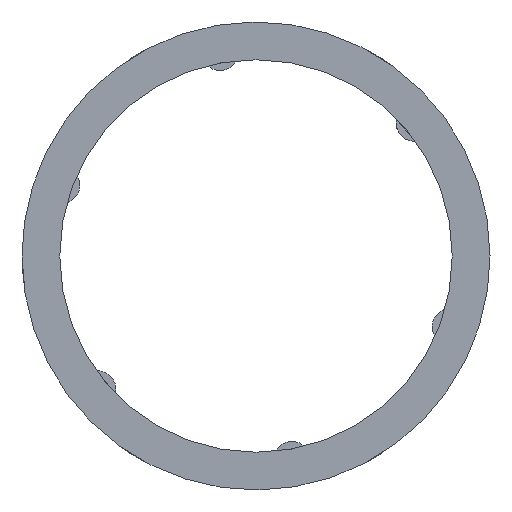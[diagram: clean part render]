
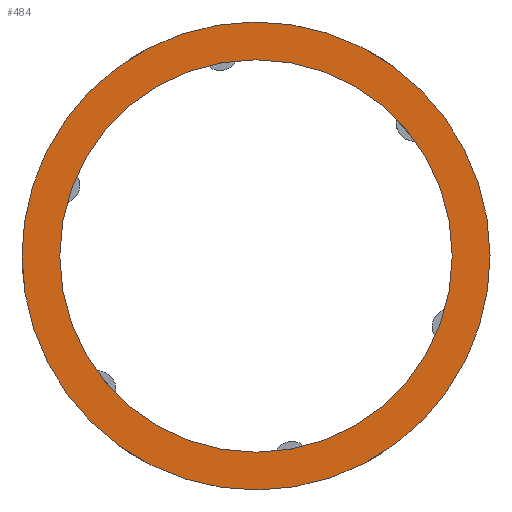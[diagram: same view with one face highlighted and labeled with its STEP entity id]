
A CAD part, front view. The second image highlights one B-rep face of the part: STEP entity #484.
In plain terms, the highlighted planar face has unit normal (0, -1, 0).
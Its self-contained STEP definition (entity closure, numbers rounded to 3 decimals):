
#101=AXIS2_PLACEMENT_3D('Circle Axis2P3D',#99,#100,$) ;
#228=AXIS2_PLACEMENT_3D('Circle Axis2P3D',#226,#227,$) ;
#418=AXIS2_PLACEMENT_3D('Plane Axis2P3D',#415,#416,#417) ;
#82=CARTESIAN_POINT('Vertex',(-26.,-35.,0.)) ;
#96=CARTESIAN_POINT('Vertex',(26.,-35.,0.)) ;
#99=CARTESIAN_POINT('Axis2P3D Location',(0.,-35.,0.)) ;
#226=CARTESIAN_POINT('Axis2P3D Location',(0.,-35.,0.)) ;
#415=CARTESIAN_POINT('Axis2P3D Location',(-28.5,-35.,0.)) ;
#421=CARTESIAN_POINT('Control Point',(-31.,-35.,0.)) ;
#422=CARTESIAN_POINT('Control Point',(-31.,-35.,-3.)) ;
#423=CARTESIAN_POINT('Control Point',(-30.637,-35.,-6.001)) ;
#424=CARTESIAN_POINT('Control Point',(-29.911,-35.,-8.943)) ;
#425=CARTESIAN_POINT('Control Point',(-27.762,-35.,-14.592)) ;
#426=CARTESIAN_POINT('Control Point',(-24.327,-35.,-19.566)) ;
#427=CARTESIAN_POINT('Control Point',(-22.316,-35.,-21.832)) ;
#428=CARTESIAN_POINT('Control Point',(-17.785,-35.,-25.833)) ;
#429=CARTESIAN_POINT('Control Point',(-12.43,-35.,-28.638)) ;
#430=CARTESIAN_POINT('Control Point',(-9.595,-35.,-29.708)) ;
#431=CARTESIAN_POINT('Control Point',(-3.723,-35.,-31.141)) ;
#432=CARTESIAN_POINT('Control Point',(2.321,-35.,-31.133)) ;
#433=CARTESIAN_POINT('Control Point',(5.329,-35.,-30.761)) ;
#434=CARTESIAN_POINT('Control Point',(11.193,-35.,-29.298)) ;
#435=CARTESIAN_POINT('Control Point',(16.54,-35.,-26.478)) ;
#436=CARTESIAN_POINT('Control Point',(19.029,-35.,-24.749)) ;
#437=CARTESIAN_POINT('Control Point',(23.539,-35.,-20.725)) ;
#438=CARTESIAN_POINT('Control Point',(26.96,-35.,-15.742)) ;
#439=CARTESIAN_POINT('Control Point',(28.359,-35.,-13.054)) ;
#440=CARTESIAN_POINT('Control Point',(29.94,-35.,-8.832)) ;
#441=CARTESIAN_POINT('Control Point',(30.737,-35.,-4.419)) ;
#442=CARTESIAN_POINT('Control Point',(30.912,-35.,-2.951)) ;
#443=CARTESIAN_POINT('Control Point',(31.,-35.,-1.475)) ;
#444=CARTESIAN_POINT('Control Point',(31.,-35.,0.)) ;
#445=CARTESIAN_POINT('Vertex',(-31.,-35.,0.)) ;
#447=CARTESIAN_POINT('Vertex',(31.,-35.,0.)) ;
#451=CARTESIAN_POINT('Control Point',(31.,-35.,0.)) ;
#452=CARTESIAN_POINT('Control Point',(31.,-35.,3.)) ;
#453=CARTESIAN_POINT('Control Point',(30.637,-35.,6.001)) ;
#454=CARTESIAN_POINT('Control Point',(29.911,-35.,8.943)) ;
#455=CARTESIAN_POINT('Control Point',(27.762,-35.,14.592)) ;
#456=CARTESIAN_POINT('Control Point',(24.327,-35.,19.566)) ;
#457=CARTESIAN_POINT('Control Point',(22.316,-35.,21.832)) ;
#458=CARTESIAN_POINT('Control Point',(17.785,-35.,25.833)) ;
#459=CARTESIAN_POINT('Control Point',(12.43,-35.,28.638)) ;
#460=CARTESIAN_POINT('Control Point',(9.595,-35.,29.708)) ;
#461=CARTESIAN_POINT('Control Point',(3.723,-35.,31.141)) ;
#462=CARTESIAN_POINT('Control Point',(-2.321,-35.,31.133)) ;
#463=CARTESIAN_POINT('Control Point',(-5.329,-35.,30.761)) ;
#464=CARTESIAN_POINT('Control Point',(-11.193,-35.,29.298)) ;
#465=CARTESIAN_POINT('Control Point',(-16.54,-35.,26.478)) ;
#466=CARTESIAN_POINT('Control Point',(-19.029,-35.,24.749)) ;
#467=CARTESIAN_POINT('Control Point',(-23.539,-35.,20.725)) ;
#468=CARTESIAN_POINT('Control Point',(-26.96,-35.,15.742)) ;
#469=CARTESIAN_POINT('Control Point',(-28.359,-35.,13.054)) ;
#470=CARTESIAN_POINT('Control Point',(-29.94,-35.,8.832)) ;
#471=CARTESIAN_POINT('Control Point',(-30.737,-35.,4.419)) ;
#472=CARTESIAN_POINT('Control Point',(-30.912,-35.,2.951)) ;
#473=CARTESIAN_POINT('Control Point',(-31.,-35.,1.475)) ;
#474=CARTESIAN_POINT('Control Point',(-31.,-35.,0.)) ;
#100=DIRECTION('Axis2P3D Direction',(0.,-1.,0.)) ;
#227=DIRECTION('Axis2P3D Direction',(0.,-1.,0.)) ;
#416=DIRECTION('Axis2P3D Direction',(0.,-1.,0.)) ;
#417=DIRECTION('Axis2P3D XDirection',(1.,0.,0.)) ;
#477=ORIENTED_EDGE('',*,*,#449,.T.) ;
#478=ORIENTED_EDGE('',*,*,#475,.T.) ;
#481=ORIENTED_EDGE('',*,*,#230,.F.) ;
#482=ORIENTED_EDGE('',*,*,#103,.F.) ;
#483=FACE_BOUND('',#480,.T.) ;
#484=ADVANCED_FACE('',(#479,#483),#419,.T.) ;
#420=B_SPLINE_CURVE_WITH_KNOTS('',5,(#421,#422,#423,#424,#425,#426,#427,#428,#429,#430,#431,#432,#433,#434,#435,#436,#437,#438,#439,#440,#441,#442,#443,#444),.UNSPECIFIED.,.F.,.U.,(6,3,3,3,3,3,3,6),(0.,21.216,42.432,63.647,84.863,106.079,127.295,137.728),.UNSPECIFIED.) ;
#450=B_SPLINE_CURVE_WITH_KNOTS('',5,(#451,#452,#453,#454,#455,#456,#457,#458,#459,#460,#461,#462,#463,#464,#465,#466,#467,#468,#469,#470,#471,#472,#473,#474),.UNSPECIFIED.,.F.,.U.,(6,3,3,3,3,3,3,6),(0.,21.216,42.432,63.647,84.863,106.079,127.295,137.728),.UNSPECIFIED.) ;
#102=CIRCLE('generated circle',#101,26.) ;
#229=CIRCLE('generated circle',#228,26.) ;
#103=EDGE_CURVE('',#97,#83,#102,.T.) ;
#230=EDGE_CURVE('',#83,#97,#229,.T.) ;
#449=EDGE_CURVE('',#446,#448,#420,.T.) ;
#475=EDGE_CURVE('',#448,#446,#450,.T.) ;
#476=EDGE_LOOP('',(#477,#478)) ;
#480=EDGE_LOOP('',(#481,#482)) ;
#479=FACE_OUTER_BOUND('',#476,.T.) ;
#419=PLANE('Plane',#418) ;
#83=VERTEX_POINT('',#82) ;
#97=VERTEX_POINT('',#96) ;
#446=VERTEX_POINT('',#445) ;
#448=VERTEX_POINT('',#447) ;
